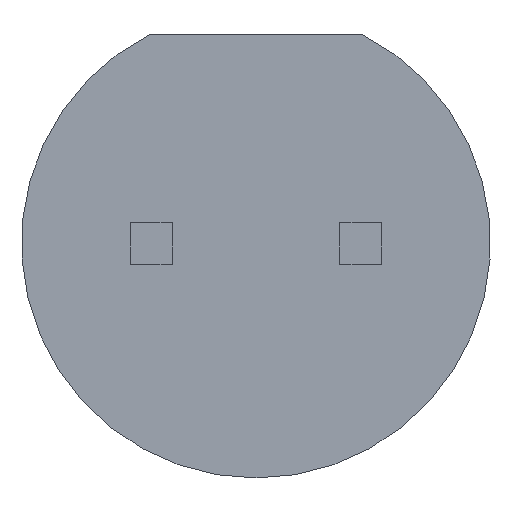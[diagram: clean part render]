
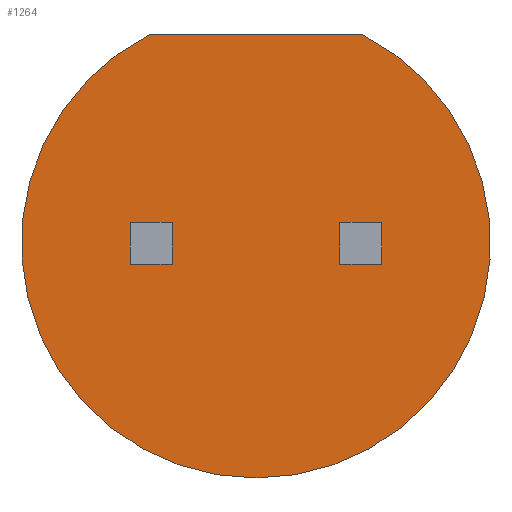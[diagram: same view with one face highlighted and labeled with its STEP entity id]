
A CAD part, front view. The second image highlights one B-rep face of the part: STEP entity #1264.
In plain terms, the highlighted planar face has unit normal (0, -1, 0).
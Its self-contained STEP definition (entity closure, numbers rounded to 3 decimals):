
#11 = ORIENTED_EDGE ( 'NONE', *, *, #1254, .F. ) ;
#56 = CARTESIAN_POINT ( 'NONE',  ( 0., 0., 0. ) ) ;
#136 = LINE ( 'NONE', #1274, #913 ) ;
#176 = AXIS2_PLACEMENT_3D ( 'NONE', #1144, #1413, #890 ) ;
#244 = EDGE_CURVE ( 'NONE', #1278, #1361, #320, .T. ) ;
#320 = CIRCLE ( 'NONE', #1124, 2.8 ) ;
#458 = DIRECTION ( 'NONE',  ( 1., 0., 0. ) ) ;
#594 = CIRCLE ( 'NONE', #176, 2.8 ) ;
#628 = CARTESIAN_POINT ( 'NONE',  ( 0., 0., -2.8 ) ) ;
#653 = AXIS2_PLACEMENT_3D ( 'NONE', #56, #878, #1024 ) ;
#743 = PLANE ( 'NONE',  #653 ) ;
#878 = DIRECTION ( 'NONE',  ( 0., 1., 0. ) ) ;
#890 = DIRECTION ( 'NONE',  ( 0., 0., 1. ) ) ;
#913 = VECTOR ( 'NONE', #458, 1000. ) ;
#937 = VERTEX_POINT ( 'NONE', #1662 ) ;
#980 = EDGE_LOOP ( 'NONE', ( #1567, #1649, #11 ) ) ;
#1024 = DIRECTION ( 'NONE',  ( 0., 0., 1. ) ) ;
#1053 = DIRECTION ( 'NONE',  ( 0., 0., 1. ) ) ;
#1124 = AXIS2_PLACEMENT_3D ( 'NONE', #1319, #1530, #1053 ) ;
#1144 = CARTESIAN_POINT ( 'NONE',  ( 0., 0., 0. ) ) ;
#1222 = EDGE_CURVE ( 'NONE', #937, #1278, #136, .T. ) ;
#1254 = EDGE_CURVE ( 'NONE', #1361, #937, #594, .T. ) ;
#1264 = ADVANCED_FACE ( 'NONE', ( #1665 ), #743, .F. ) ;
#1274 = CARTESIAN_POINT ( 'NONE',  ( -1.261, 0., 2.5 ) ) ;
#1278 = VERTEX_POINT ( 'NONE', #1436 ) ;
#1319 = CARTESIAN_POINT ( 'NONE',  ( 0., 0., 0. ) ) ;
#1361 = VERTEX_POINT ( 'NONE', #628 ) ;
#1413 = DIRECTION ( 'NONE',  ( 0., 1., 0. ) ) ;
#1436 = CARTESIAN_POINT ( 'NONE',  ( 1.261, 0., 2.5 ) ) ;
#1530 = DIRECTION ( 'NONE',  ( 0., 1., 0. ) ) ;
#1567 = ORIENTED_EDGE ( 'NONE', *, *, #244, .F. ) ;
#1649 = ORIENTED_EDGE ( 'NONE', *, *, #1222, .F. ) ;
#1662 = CARTESIAN_POINT ( 'NONE',  ( -1.261, 0., 2.5 ) ) ;
#1665 = FACE_OUTER_BOUND ( 'NONE', #980, .T. ) ;
